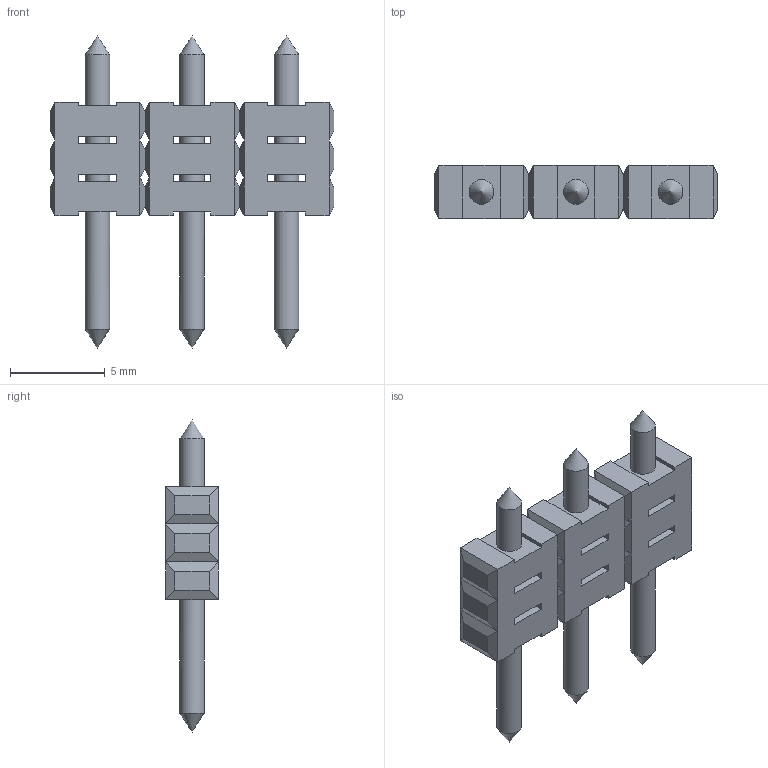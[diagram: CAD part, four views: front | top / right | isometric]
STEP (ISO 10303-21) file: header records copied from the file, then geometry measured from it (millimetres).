
FILE_DESCRIPTION(('STEP AP214'),'1');
FILE_NAME('PVST03-5.stp','2018-11-21T10:38:24',(' '),(' '),'Spatial InterOp 3D',' ',' ');
FILE_SCHEMA(('AUTOMOTIVE_DESIGN { 1 0 10303 214 1 1 1 1 }'));
Length unit declared in the file: metre
Products named in the file (1): 1
Bounding box: 15 x 2.8 x 16.5 mm (x, y, z)
Volume: 263.8 mm3; surface area: 507.4 mm2
Topology: 1 solids, 1 shells, 156 faces, 399 edges, 237 vertices
Faces by surface type: plane 138, cylinder 12, cone 6
Full cylindrical faces by diameter (mm): 1.3 x12
Entity records: 5605 total; most frequent: CARTESIAN_POINT 739, ORIENTED_EDGE 720, DIRECTION 698, EDGE_CURVE 360, LINE 336, VECTOR 336, VERTEX_POINT 222, EDGE_LOOP 198
